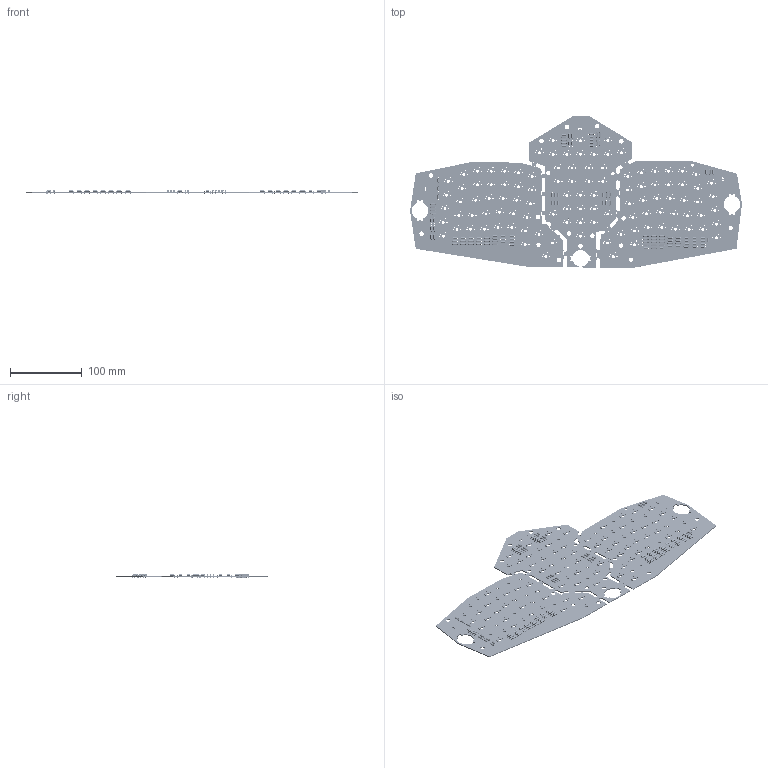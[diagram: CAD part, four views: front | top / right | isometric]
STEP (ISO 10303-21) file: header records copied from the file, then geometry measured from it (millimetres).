
FILE_DESCRIPTION(('KiCad electronic assembly'),'2;1');
FILE_NAME('kayboard.step','2025-12-08T20:24:46',('Pcbnew'),('Kicad'), 'Open CASCADE STEP processor 7.8','KiCad to STEP converter','Unknown' );
FILE_SCHEMA(('AUTOMOTIVE_DESIGN { 1 0 10303 214 1 1 1 1 }'));
Length unit declared in the file: millimetre
Products named in the file (4): kayboard 1; D_DO-41_SOD81_P7.62mm_Horizontal; R_0805_2012Metric; kayboard_PCB
Assembly tree (115 placements, depth 2):
  kayboard 1
    D_DO-41_SOD81_P7.62mm_Horizontal  x108
    R_0805_2012Metric  x6
    kayboard_PCB
Bounding box: 463 x 211.68 x 5.71 mm (x, y, z)
Volume: 98944.5 mm3; surface area: 145684.7 mm2
Topology: 115 solids, 115 shells, 3199 faces, 7155 edges, 4618 vertices
Faces by surface type: cylinder 1950, plane 1033, torus 216
Full cylindrical faces by diameter (mm): 0.5 x242, 0.8 x432, 1.1 x216, 1.5 x216, 1.7 x216, 2.5 x6, 2.7 x216, 2.72 x108, 4 x108, 4.201 x1, 4.989 x1, 5.782 x1, 5.981 x1, 6.002 x1, 6.035 x1, 6.036 x1, 6.079 x1, 6.113 x1, 6.158 x1, 6.2 x1, 6.205 x1, 6.22 x1, 6.248 x1, 6.255 x1, 6.314 x1, 6.36 x1, 6.361 x1, 6.381 x1
Entity records: 55824 total; most frequent: DIRECTION 9838, CARTESIAN_POINT 8834, ORIENTED_EDGE 8708, EDGE_CURVE 4354, AXIS2_PLACEMENT_3D 3904, FACE_BOUND 3582, EDGE_LOOP 3582, VERTEX_POINT 2900
